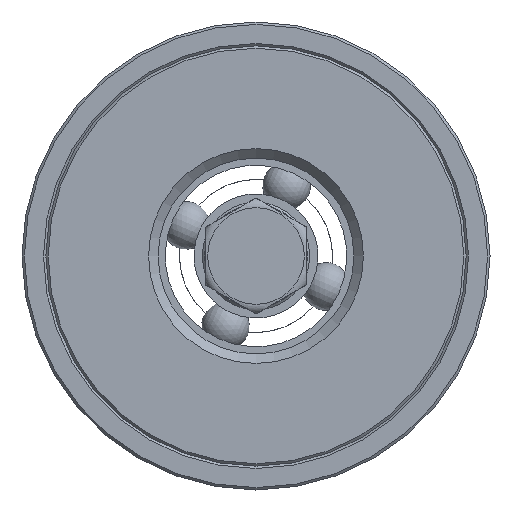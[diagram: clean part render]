
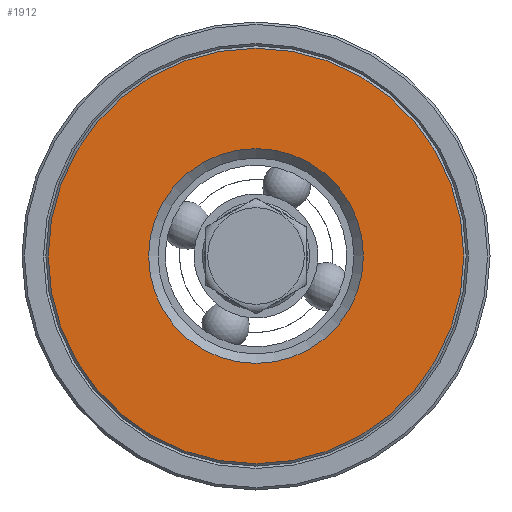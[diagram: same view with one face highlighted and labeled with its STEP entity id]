
A CAD part, left-side view. The second image highlights one B-rep face of the part: STEP entity #1912.
In plain terms, the highlighted planar face has unit normal (-1, 0, 0).
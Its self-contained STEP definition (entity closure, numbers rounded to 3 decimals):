
#107=FACE_BOUND('',#338,.T.);
#144=PLANE('',#2088);
#221=FACE_OUTER_BOUND('',#337,.T.);
#337=EDGE_LOOP('',(#1342,#1343));
#338=EDGE_LOOP('',(#1344));
#619=CIRCLE('',#2085,22.5);
#622=CIRCLE('',#2089,43.5);
#623=CIRCLE('',#2090,43.5);
#784=VERTEX_POINT('',#3056);
#787=VERTEX_POINT('',#3064);
#788=VERTEX_POINT('',#3065);
#1007=EDGE_CURVE('',#784,#784,#619,.T.);
#1011=EDGE_CURVE('',#787,#788,#622,.T.);
#1012=EDGE_CURVE('',#788,#787,#623,.T.);
#1342=ORIENTED_EDGE('',*,*,#1011,.T.);
#1343=ORIENTED_EDGE('',*,*,#1012,.T.);
#1344=ORIENTED_EDGE('',*,*,#1007,.F.);
#1912=ADVANCED_FACE('',(#221,#107),#144,.T.);
#2085=AXIS2_PLACEMENT_3D('',#3057,#2449,#2450);
#2088=AXIS2_PLACEMENT_3D('',#3063,#2456,#2457);
#2089=AXIS2_PLACEMENT_3D('',#3066,#2458,#2459);
#2090=AXIS2_PLACEMENT_3D('',#3067,#2460,#2461);
#2449=DIRECTION('center_axis',(-1.,0.,0.));
#2450=DIRECTION('ref_axis',(0.,-1.,0.));
#2456=DIRECTION('center_axis',(-1.,0.,0.));
#2457=DIRECTION('ref_axis',(0.,0.,
1.));
#2458=DIRECTION('center_axis',(-1.,0.,0.));
#2459=DIRECTION('ref_axis',(0.,1.,0.));
#2460=DIRECTION('center_axis',(-1.,0.,0.));
#2461=DIRECTION('ref_axis',(0.,1.,0.));
#3056=CARTESIAN_POINT('',(-12.5,22.5,0.));
#3057=CARTESIAN_POINT('Origin',(-12.5,0.,0.));
#3063=CARTESIAN_POINT('Origin',(-12.5,0.,0.));
#3064=CARTESIAN_POINT('',(-12.5,43.5,0.));
#3065=CARTESIAN_POINT('',(-12.5,-43.5,0.));
#3066=CARTESIAN_POINT('Origin',(-12.5,0.,0.));
#3067=CARTESIAN_POINT('Origin',(-12.5,0.,0.));
